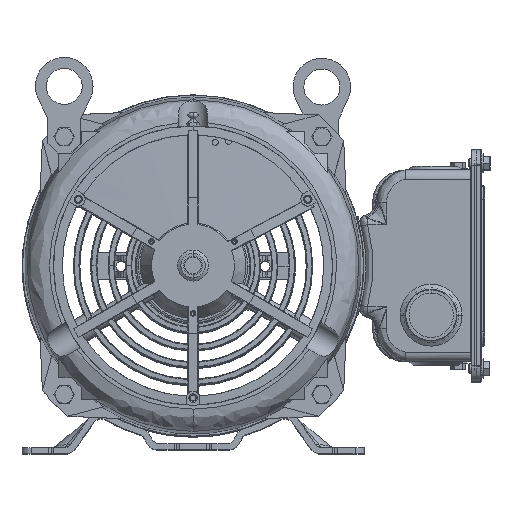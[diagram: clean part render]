
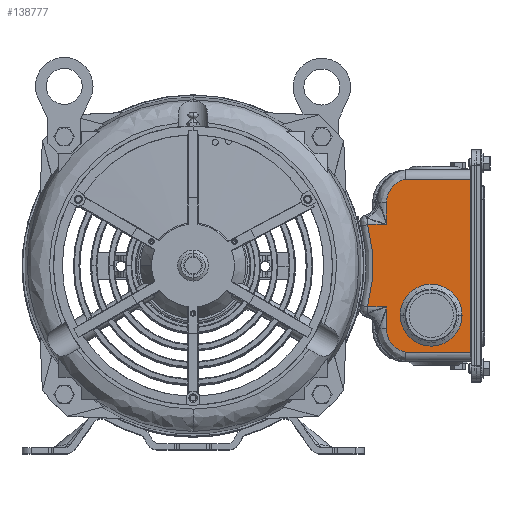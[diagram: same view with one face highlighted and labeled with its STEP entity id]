
A CAD part, top view. The second image highlights one B-rep face of the part: STEP entity #138777.
In plain terms, the highlighted planar face has unit normal (0, 0, 1).
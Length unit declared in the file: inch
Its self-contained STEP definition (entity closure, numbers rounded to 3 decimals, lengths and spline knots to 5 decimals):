
#5209 = DIRECTION ( 'NONE',  ( 0., 0., 1. ) ) ;
#5810 = DIRECTION ( 'NONE',  ( -1., 0., 0. ) ) ;
#6604 = VERTEX_POINT ( 'NONE', #108411 ) ;
#7158 = CARTESIAN_POINT ( 'NONE',  ( 6.612, -1.375, 14.0432 ) ) ;
#17377 = EDGE_CURVE ( 'NONE', #128741, #24531, #117078, .T. ) ;
#18295 = CARTESIAN_POINT ( 'NONE',  ( 7.302, -1.375, 14.0432 ) ) ;
#19078 = PLANE ( 'NONE',  #114058 ) ;
#23790 = EDGE_CURVE ( 'NONE', #59934, #176366, #162136, .T. ) ;
#24050 = CARTESIAN_POINT ( 'NONE',  ( 5.372, -1.145, 14.0432 ) ) ;
#24531 = VERTEX_POINT ( 'NONE', #24050 ) ;
#24624 = CARTESIAN_POINT ( 'NONE',  ( 5.04806, 0.39042, 14.0432 ) ) ;
#25454 = CIRCLE ( 'NONE', #128784, 0.69 ) ;
#28435 = LINE ( 'NONE', #144072, #130630 ) ;
#31053 = CARTESIAN_POINT ( 'NONE',  ( 4.84726, 1.145, 14.0432 ) ) ;
#31627 = CARTESIAN_POINT ( 'NONE',  ( 5.91291, 2.4, 14.0432 ) ) ;
#32139 = FACE_BOUND ( 'NONE', #163108, .T. ) ;
#33385 = DIRECTION ( 'NONE',  ( -1., 0., 0. ) ) ;
#36944 = VERTEX_POINT ( 'NONE', #49128 ) ;
#37016 = CARTESIAN_POINT ( 'NONE',  ( 4.987, -1.145, 14.0432 ) ) ;
#37846 = ORIENTED_EDGE ( 'NONE', *, *, #56591, .F. ) ;
#39821 = ORIENTED_EDGE ( 'NONE', *, *, #61875, .F. ) ;
#43048 = EDGE_CURVE ( 'NONE', #36944, #134980, #58658, .T. ) ;
#47435 = VECTOR ( 'NONE', #88326, 39.37008 ) ;
#47466 =( BOUNDED_CURVE ( )  B_SPLINE_CURVE ( 3, ( #137998, #48477, #108177, #31627 ),
 .UNSPECIFIED., .F., .F. ) 
 B_SPLINE_CURVE_WITH_KNOTS ( ( 4, 4 ),
 ( 0., 1. ),
 .UNSPECIFIED. ) 
 CURVE ( )  GEOMETRIC_REPRESENTATION_ITEM ( )  RATIONAL_B_SPLINE_CURVE ( ( 1., 0.844, 0.844, 1. ) ) 
 REPRESENTATION_ITEM ( '' )  );
#48477 = CARTESIAN_POINT ( 'NONE',  ( 5.372, 2.0874, 14.0432 ) ) ;
#49128 = CARTESIAN_POINT ( 'NONE',  ( 4.84726, 1.145, 14.0432 ) ) ;
#55778 = CIRCLE ( 'NONE', #121599, 0.69 ) ;
#56216 = VECTOR ( 'NONE', #105231, 39.37008 ) ;
#56591 = EDGE_CURVE ( 'NONE', #6604, #65550, #55778, .T. ) ;
#58658 = LINE ( 'NONE', #120146, #56216 ) ;
#59125 = CARTESIAN_POINT ( 'NONE',  ( 5.372, -2.0874, 14.0432 ) ) ;
#59492 = VERTEX_POINT ( 'NONE', #91515 ) ;
#59893 = VECTOR ( 'NONE', #33385, 39.37008 ) ;
#59934 = VERTEX_POINT ( 'NONE', #76983 ) ;
#60363 = CARTESIAN_POINT ( 'NONE',  ( 5.372, -1.755, 14.0432 ) ) ;
#61875 = EDGE_CURVE ( 'NONE', #176366, #128741, #135174, .T. ) ;
#61973 = DIRECTION ( 'NONE',  ( 0., 0., -1. ) ) ;
#65550 = VERTEX_POINT ( 'NONE', #18295 ) ;
#69700 = ORIENTED_EDGE ( 'NONE', *, *, #92280, .F. ) ;
#72244 = CARTESIAN_POINT ( 'NONE',  ( 6.612, -1.375, 14.0432 ) ) ;
#76873 = DIRECTION ( 'NONE',  ( -1., 0., 0. ) ) ;
#76983 = CARTESIAN_POINT ( 'NONE',  ( 7.703, -2.4, 14.0432 ) ) ;
#77675 = LINE ( 'NONE', #182831, #189113 ) ;
#83424 = CARTESIAN_POINT ( 'NONE',  ( 4.84726, -1.145, 14.0432 ) ) ;
#85054 = EDGE_CURVE ( 'NONE', #86786, #59492, #28435, .T. ) ;
#85423 = DIRECTION ( 'NONE',  ( 0., 1., 0. ) ) ;
#86786 = VERTEX_POINT ( 'NONE', #154843 ) ;
#88326 = DIRECTION ( 'NONE',  ( 0., 1., 0. ) ) ;
#90229 = CARTESIAN_POINT ( 'NONE',  ( 5.91291, -2.4, 14.0432 ) ) ;
#90726 = EDGE_CURVE ( 'NONE', #24531, #166267, #129465, .T. ) ;
#91515 = CARTESIAN_POINT ( 'NONE',  ( 7.703, 2.4, 14.0432 ) ) ;
#92280 = EDGE_CURVE ( 'NONE', #134980, #138632, #99003, .T. ) ;
#99003 = LINE ( 'NONE', #175669, #161754 ) ;
#99808 = CARTESIAN_POINT ( 'NONE',  ( 5.372, -1.755, 14.0432 ) ) ;
#105231 = DIRECTION ( 'NONE',  ( 1., 0., 0. ) ) ;
#108177 = CARTESIAN_POINT ( 'NONE',  ( 5.58559, 2.34209, 14.0432 ) ) ;
#108411 = CARTESIAN_POINT ( 'NONE',  ( 5.922, -1.375, 14.0432 ) ) ;
#111221 = ORIENTED_EDGE ( 'NONE', *, *, #23790, .F. ) ;
#111836 = ORIENTED_EDGE ( 'NONE', *, *, #90726, .F. ) ;
#112377 = EDGE_CURVE ( 'NONE', #59934, #59492, #77675, .T. ) ;
#112914 = CARTESIAN_POINT ( 'NONE',  ( 4.84726, -1.145, 14.0432 ) ) ;
#113538 = CARTESIAN_POINT ( 'NONE',  ( 5.04806, -0.39042, 14.0432 ) ) ;
#114058 = AXIS2_PLACEMENT_3D ( 'NONE', #137818, #61973, #76873 ) ;
#115340 = ORIENTED_EDGE ( 'NONE', *, *, #112377, .T. ) ;
#117078 = LINE ( 'NONE', #178584, #47435 ) ;
#119438 = CARTESIAN_POINT ( 'NONE',  ( 5.58559, -2.34209, 14.0432 ) ) ;
#120146 = CARTESIAN_POINT ( 'NONE',  ( 5.892, 1.145, 14.0432 ) ) ;
#121599 = AXIS2_PLACEMENT_3D ( 'NONE', #7158, #5209, #137669 ) ;
#128741 = VERTEX_POINT ( 'NONE', #99808 ) ;
#128784 = AXIS2_PLACEMENT_3D ( 'NONE', #72244, #144265, #132497 ) ;
#129465 = LINE ( 'NONE', #37016, #173661 ) ;
#130630 = VECTOR ( 'NONE', #159021, 39.37008 ) ;
#132497 = DIRECTION ( 'NONE',  ( 1., 0., 0. ) ) ;
#132726 = CARTESIAN_POINT ( 'NONE',  ( 5.372, 1.755, 14.0432 ) ) ;
#134980 = VERTEX_POINT ( 'NONE', #164343 ) ;
#135174 =( BOUNDED_CURVE ( )  B_SPLINE_CURVE ( 3, ( #90229, #119438, #59125, #60363 ),
 .UNSPECIFIED., .F., .F. ) 
 B_SPLINE_CURVE_WITH_KNOTS ( ( 4, 4 ),
 ( 0., 1. ),
 .UNSPECIFIED. ) 
 CURVE ( )  GEOMETRIC_REPRESENTATION_ITEM ( )  RATIONAL_B_SPLINE_CURVE ( ( 1., 0.844, 0.844, 1. ) ) 
 REPRESENTATION_ITEM ( '' )  );
#137669 = DIRECTION ( 'NONE',  ( 1., 0., 0. ) ) ;
#137818 = CARTESIAN_POINT ( 'NONE',  ( 5.892, 1.755, 14.0432 ) ) ;
#137998 = CARTESIAN_POINT ( 'NONE',  ( 5.372, 1.755, 14.0432 ) ) ;
#138632 = VERTEX_POINT ( 'NONE', #132726 ) ;
#138777 = ADVANCED_FACE ( 'NONE', ( #145940, #32139 ), #19078, .F. ) ;
#144072 = CARTESIAN_POINT ( 'NONE',  ( 5.892, 2.4, 14.0432 ) ) ;
#144265 = DIRECTION ( 'NONE',  ( 0., 0., 1. ) ) ;
#145940 = FACE_OUTER_BOUND ( 'NONE', #167989, .T. ) ;
#151117 = EDGE_CURVE ( 'NONE', #65550, #6604, #25454, .T. ) ;
#154843 = CARTESIAN_POINT ( 'NONE',  ( 5.91291, 2.4, 14.0432 ) ) ;
#154947 =( BOUNDED_CURVE ( )  B_SPLINE_CURVE ( 3, ( #112914, #113538, #24624, #31053 ),
 .UNSPECIFIED., .F., .F. ) 
 B_SPLINE_CURVE_WITH_KNOTS ( ( 4, 4 ),
 ( 0., 1. ),
 .UNSPECIFIED. ) 
 CURVE ( )  GEOMETRIC_REPRESENTATION_ITEM ( )  RATIONAL_B_SPLINE_CURVE ( ( 1., 0.978, 0.978, 1. ) ) 
 REPRESENTATION_ITEM ( '' )  );
#159021 = DIRECTION ( 'NONE',  ( 1., 0., 0. ) ) ;
#159285 = CARTESIAN_POINT ( 'NONE',  ( 5.91291, -2.4, 14.0432 ) ) ;
#161490 = ORIENTED_EDGE ( 'NONE', *, *, #161808, .F. ) ;
#161754 = VECTOR ( 'NONE', #85423, 39.37008 ) ;
#161808 = EDGE_CURVE ( 'NONE', #166267, #36944, #154947, .T. ) ;
#162136 = LINE ( 'NONE', #182106, #59893 ) ;
#163108 = EDGE_LOOP ( 'NONE', ( #165965, #37846 ) ) ;
#164343 = CARTESIAN_POINT ( 'NONE',  ( 5.372, 1.145, 14.0432 ) ) ;
#164974 = EDGE_CURVE ( 'NONE', #138632, #86786, #47466, .T. ) ;
#165965 = ORIENTED_EDGE ( 'NONE', *, *, #151117, .F. ) ;
#166267 = VERTEX_POINT ( 'NONE', #83424 ) ;
#167989 = EDGE_LOOP ( 'NONE', ( #115340, #173764, #174002, #69700, #190986, #161490, #111836, #172448, #39821, #111221 ) ) ;
#172448 = ORIENTED_EDGE ( 'NONE', *, *, #17377, .F. ) ;
#173661 = VECTOR ( 'NONE', #5810, 39.37008 ) ;
#173764 = ORIENTED_EDGE ( 'NONE', *, *, #85054, .F. ) ;
#174002 = ORIENTED_EDGE ( 'NONE', *, *, #164974, .F. ) ;
#175669 = CARTESIAN_POINT ( 'NONE',  ( 5.372, 1.755, 14.0432 ) ) ;
#176366 = VERTEX_POINT ( 'NONE', #159285 ) ;
#178584 = CARTESIAN_POINT ( 'NONE',  ( 5.372, 1.755, 14.0432 ) ) ;
#182106 = CARTESIAN_POINT ( 'NONE',  ( 5.892, -2.4, 14.0432 ) ) ;
#182831 = CARTESIAN_POINT ( 'NONE',  ( 7.703, -2.78, 14.0432 ) ) ;
#183462 = DIRECTION ( 'NONE',  ( 0., 1., 0. ) ) ;
#189113 = VECTOR ( 'NONE', #183462, 39.37008 ) ;
#190986 = ORIENTED_EDGE ( 'NONE', *, *, #43048, .F. ) ;
